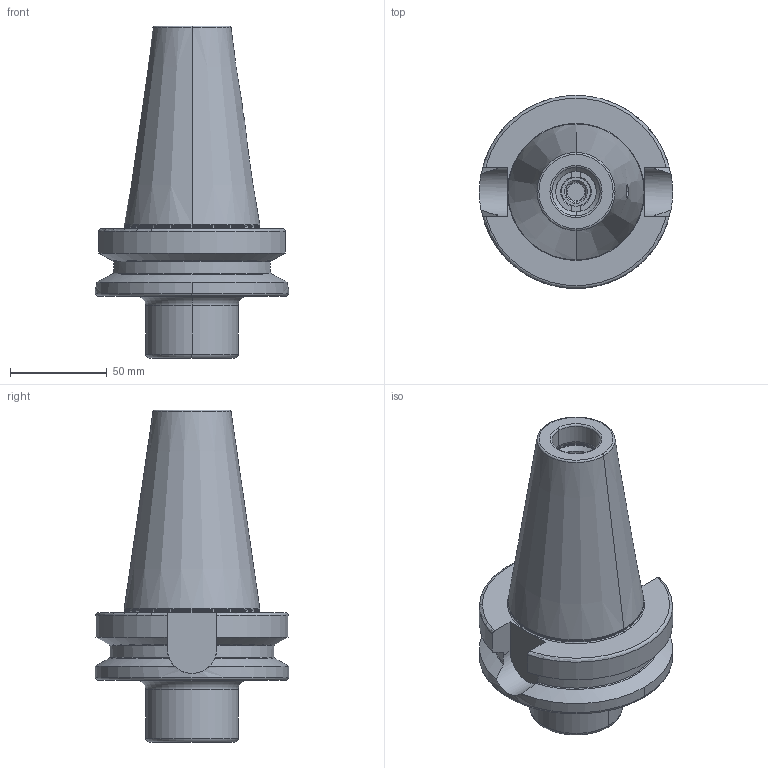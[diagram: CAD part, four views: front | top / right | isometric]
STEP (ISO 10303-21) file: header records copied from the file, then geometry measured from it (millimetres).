
FILE_DESCRIPTION((''),'2;1');
FILE_NAME('505_08_04','2020-07-30T',('101107'),(''),'CREO PARAMETRIC BY PTC INC, 2016260','CREO PARAMETRIC BY PTC INC, 2016260','');
FILE_SCHEMA(('CONFIG_CONTROL_DESIGN'));
Length unit declared in the file: millimetre
Products named in the file (1): 505_08_04
Bounding box: 100 x 100 x 171.8 mm (x, y, z)
Volume: 469312.6 mm3; surface area: 65549.9 mm2
Topology: 1 solids, 1 shells, 136 faces, 316 edges, 194 vertices
Faces by surface type: plane 42, cylinder 34, cone 32, torus 28
Entity records: 4204 total; most frequent: CARTESIAN_POINT 1047, DIRECTION 688, ORIENTED_EDGE 632, EDGE_CURVE 316, AXIS2_PLACEMENT_3D 291, VERTEX_POINT 194, CIRCLE 152, EDGE_LOOP 148
